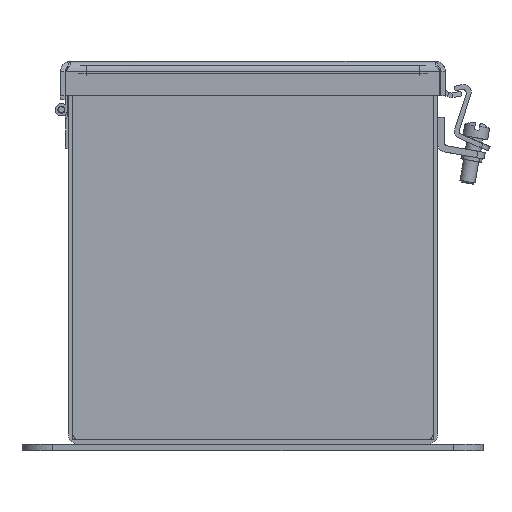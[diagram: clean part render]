
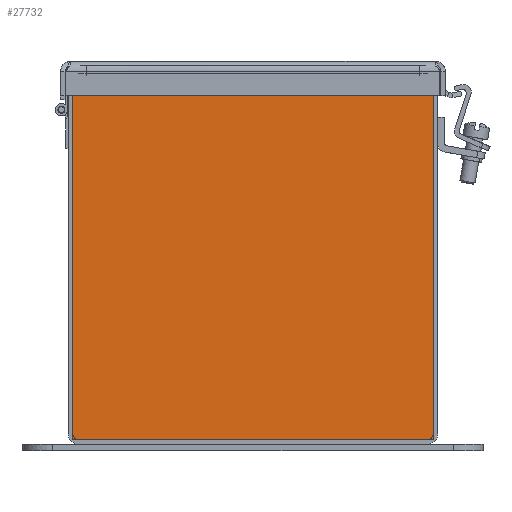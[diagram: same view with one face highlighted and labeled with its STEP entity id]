
A CAD part, left-side view. The second image highlights one B-rep face of the part: STEP entity #27732.
In plain terms, the highlighted planar face has unit normal (-1, 0, 0).
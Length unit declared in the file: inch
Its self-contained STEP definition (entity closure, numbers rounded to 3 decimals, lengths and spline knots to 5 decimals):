
#12 = EDGE_CURVE ( 'NONE', #12907, #12271, #609, .T. ) ;
#609 = LINE ( 'NONE', #26434, #20953 ) ;
#1207 = EDGE_CURVE ( 'NONE', #14261, #26425, #18516, .T. ) ;
#1464 = DIRECTION ( 'NONE',  ( 0., -1., 0. ) ) ;
#1526 = CARTESIAN_POINT ( 'NONE',  ( -15., 2.926, 1.75 ) ) ;
#1606 = ORIENTED_EDGE ( 'NONE', *, *, #15888, .F. ) ;
#1661 = VERTEX_POINT ( 'NONE', #33214 ) ;
#2165 = EDGE_CURVE ( 'NONE', #31659, #7122, #19197, .T. ) ;
#2207 = VERTEX_POINT ( 'NONE', #25504 ) ;
#3552 = ORIENTED_EDGE ( 'NONE', *, *, #28540, .F. ) ;
#4848 = VECTOR ( 'NONE', #13236, 39.37008 ) ;
#5151 = VECTOR ( 'NONE', #11483, 39.37008 ) ;
#5805 = CARTESIAN_POINT ( 'NONE',  ( -15., -2.4277, 4.58205 ) ) ;
#6161 = CARTESIAN_POINT ( 'NONE',  ( -15., 0., -1.176 ) ) ;
#6560 = EDGE_CURVE ( 'NONE', #33664, #31659, #19447, .T. ) ;
#6712 = ORIENTED_EDGE ( 'NONE', *, *, #8295, .T. ) ;
#6752 = EDGE_CURVE ( 'NONE', #16005, #33664, #18385, .T. ) ;
#7122 = VERTEX_POINT ( 'NONE', #23712 ) ;
#7203 = AXIS2_PLACEMENT_3D ( 'NONE', #26051, #20602, #28600 ) ;
#7567 = VECTOR ( 'NONE', #11664, 39.37008 ) ;
#8295 = EDGE_CURVE ( 'NONE', #1661, #2207, #19207, .T. ) ;
#8601 = CARTESIAN_POINT ( 'NONE',  ( -15., -2.926, -1.176 ) ) ;
#9098 = DIRECTION ( 'NONE',  ( 0., 0., -1. ) ) ;
#9417 = EDGE_CURVE ( 'NONE', #14261, #16005, #27382, .T. ) ;
#9480 = CARTESIAN_POINT ( 'NONE',  ( -15., -2.926, 1.75 ) ) ;
#9861 = EDGE_LOOP ( 'NONE', ( #30970, #17914, #21019, #9902, #6712, #31715, #3552, #1606, #28005, #31861, #19584, #33270 ) ) ;
#9902 = ORIENTED_EDGE ( 'NONE', *, *, #12356, .T. ) ;
#10139 = PLANE ( 'NONE',  #7203 ) ;
#10478 = VERTEX_POINT ( 'NONE', #21699 ) ;
#10693 = DIRECTION ( 'NONE',  ( 0., 0., -1. ) ) ;
#11483 = DIRECTION ( 'NONE',  ( 0., 0., 1. ) ) ;
#11664 = DIRECTION ( 'NONE',  ( 0., 1., 0. ) ) ;
#12271 = VERTEX_POINT ( 'NONE', #28786 ) ;
#12356 = EDGE_CURVE ( 'NONE', #12907, #1661, #14237, .T. ) ;
#12907 = VERTEX_POINT ( 'NONE', #29666 ) ;
#13129 = CARTESIAN_POINT ( 'NONE',  ( -15., -2.4275, 4.58205 ) ) ;
#13236 = DIRECTION ( 'NONE',  ( 0., -1., 0. ) ) ;
#14237 = LINE ( 'NONE', #16803, #31019 ) ;
#14261 = VERTEX_POINT ( 'NONE', #19350 ) ;
#14298 = LINE ( 'NONE', #22222, #30220 ) ;
#14515 = LINE ( 'NONE', #1526, #5151 ) ;
#15888 = EDGE_CURVE ( 'NONE', #7122, #28183, #14515, .T. ) ;
#16005 = VERTEX_POINT ( 'NONE', #27036 ) ;
#16407 = VECTOR ( 'NONE', #24006, 39.37008 ) ;
#16803 = CARTESIAN_POINT ( 'NONE',  ( -15., 2.4275, 4.676 ) ) ;
#17030 = DIRECTION ( 'NONE',  ( 0., 0., -1. ) ) ;
#17718 = CARTESIAN_POINT ( 'NONE',  ( -15., 0., 4.676 ) ) ;
#17914 = ORIENTED_EDGE ( 'NONE', *, *, #32891, .T. ) ;
#18385 = LINE ( 'NONE', #17718, #4848 ) ;
#18516 = LINE ( 'NONE', #5805, #27138 ) ;
#18526 = CARTESIAN_POINT ( 'NONE',  ( -15., 2.4275, 4.58205 ) ) ;
#18574 = LINE ( 'NONE', #23887, #30659 ) ;
#19197 = LINE ( 'NONE', #6161, #7567 ) ;
#19207 = LINE ( 'NONE', #18526, #16407 ) ;
#19350 = CARTESIAN_POINT ( 'NONE',  ( -15., -2.4277, 4.58205 ) ) ;
#19447 = LINE ( 'NONE', #9480, #20720 ) ;
#19584 = ORIENTED_EDGE ( 'NONE', *, *, #6752, .F. ) ;
#20042 = CARTESIAN_POINT ( 'NONE',  ( -15., -2.926, 4.676 ) ) ;
#20602 = DIRECTION ( 'NONE',  ( 1., 0., 0. ) ) ;
#20720 = VECTOR ( 'NONE', #17030, 39.37008 ) ;
#20953 = VECTOR ( 'NONE', #26114, 39.37008 ) ;
#21019 = ORIENTED_EDGE ( 'NONE', *, *, #12, .F. ) ;
#21699 = CARTESIAN_POINT ( 'NONE',  ( -15., 2.4277, 4.676 ) ) ;
#22222 = CARTESIAN_POINT ( 'NONE',  ( -15., 0., 4.676 ) ) ;
#22280 = DIRECTION ( 'NONE',  ( 0., 0., 1. ) ) ;
#23418 = DIRECTION ( 'NONE',  ( 0., 0., 1. ) ) ;
#23712 = CARTESIAN_POINT ( 'NONE',  ( -15., 2.926, -1.176 ) ) ;
#23887 = CARTESIAN_POINT ( 'NONE',  ( -15., 2.4277, 1.75 ) ) ;
#24006 = DIRECTION ( 'NONE',  ( 0., 1., 0. ) ) ;
#24051 = VECTOR ( 'NONE', #23418, 39.37008 ) ;
#24671 = CARTESIAN_POINT ( 'NONE',  ( -15., -2.4277, 1.75 ) ) ;
#25504 = CARTESIAN_POINT ( 'NONE',  ( -15., 2.4277, 4.58205 ) ) ;
#26051 = CARTESIAN_POINT ( 'NONE',  ( -15., 0., 1.75 ) ) ;
#26114 = DIRECTION ( 'NONE',  ( 0., -1., 0. ) ) ;
#26425 = VERTEX_POINT ( 'NONE', #33615 ) ;
#26434 = CARTESIAN_POINT ( 'NONE',  ( -15., 0., 4.58225 ) ) ;
#27036 = CARTESIAN_POINT ( 'NONE',  ( -15., -2.4277, 4.676 ) ) ;
#27138 = VECTOR ( 'NONE', #31135, 39.37008 ) ;
#27382 = LINE ( 'NONE', #24671, #28885 ) ;
#27469 = EDGE_CURVE ( 'NONE', #10478, #2207, #18574, .T. ) ;
#27732 = ADVANCED_FACE ( 'NONE', ( #28273 ), #10139, .F. ) ;
#28005 = ORIENTED_EDGE ( 'NONE', *, *, #2165, .F. ) ;
#28183 = VERTEX_POINT ( 'NONE', #30073 ) ;
#28273 = FACE_OUTER_BOUND ( 'NONE', #9861, .T. ) ;
#28540 = EDGE_CURVE ( 'NONE', #28183, #10478, #14298, .T. ) ;
#28600 = DIRECTION ( 'NONE',  ( 0., 1., 0. ) ) ;
#28667 = LINE ( 'NONE', #13129, #24051 ) ;
#28786 = CARTESIAN_POINT ( 'NONE',  ( -15., -2.4275, 4.58225 ) ) ;
#28885 = VECTOR ( 'NONE', #22280, 39.37008 ) ;
#29666 = CARTESIAN_POINT ( 'NONE',  ( -15., 2.4275, 4.58225 ) ) ;
#30073 = CARTESIAN_POINT ( 'NONE',  ( -15., 2.926, 4.676 ) ) ;
#30220 = VECTOR ( 'NONE', #1464, 39.37008 ) ;
#30659 = VECTOR ( 'NONE', #10693, 39.37008 ) ;
#30970 = ORIENTED_EDGE ( 'NONE', *, *, #1207, .T. ) ;
#31019 = VECTOR ( 'NONE', #9098, 39.37008 ) ;
#31135 = DIRECTION ( 'NONE',  ( 0., 1., 0. ) ) ;
#31659 = VERTEX_POINT ( 'NONE', #8601 ) ;
#31715 = ORIENTED_EDGE ( 'NONE', *, *, #27469, .F. ) ;
#31861 = ORIENTED_EDGE ( 'NONE', *, *, #6560, .F. ) ;
#32891 = EDGE_CURVE ( 'NONE', #26425, #12271, #28667, .T. ) ;
#33214 = CARTESIAN_POINT ( 'NONE',  ( -15., 2.4275, 4.58205 ) ) ;
#33270 = ORIENTED_EDGE ( 'NONE', *, *, #9417, .F. ) ;
#33615 = CARTESIAN_POINT ( 'NONE',  ( -15., -2.4275, 4.58205 ) ) ;
#33664 = VERTEX_POINT ( 'NONE', #20042 ) ;
